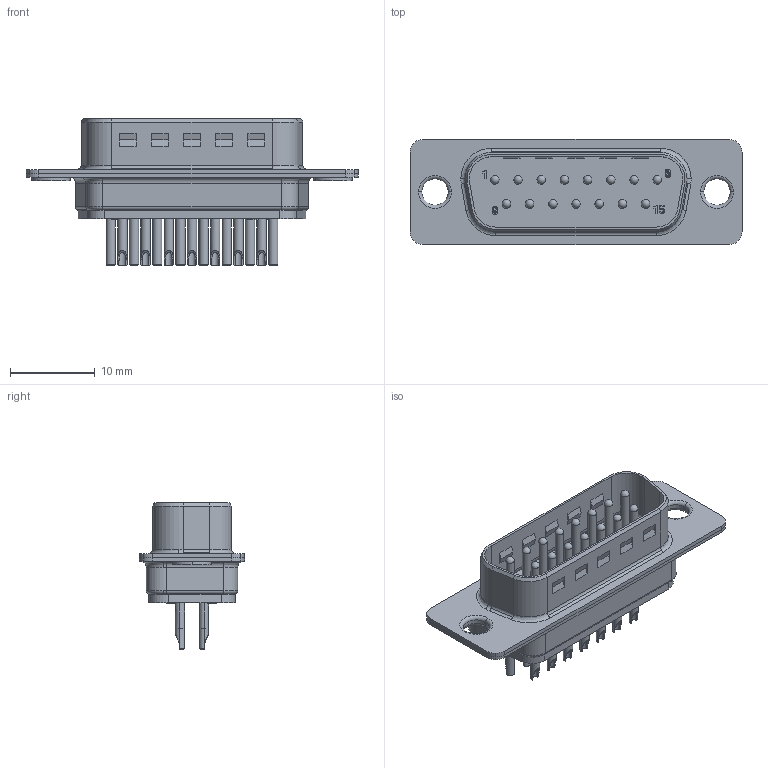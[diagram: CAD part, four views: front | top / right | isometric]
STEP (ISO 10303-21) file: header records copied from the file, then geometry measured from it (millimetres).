
FILE_DESCRIPTION((''),'2;1');
FILE_NAME('212113003.stp','2007-11-07T15:04:08',('martin.rickli'),(''),'Autodesk Inventor 9','Autodesk Inventor 9','');
FILE_SCHEMA(('AUTOMOTIVE_DESIGN { 1 0 10303 214 1 1 1 1 }'));
Length unit declared in the file: millimetre
Products named in the file (6): 052100; 00032a_15; R+B00100e; R+B00151a; R+B00147; DE002586
Assembly tree (19 placements, depth 2):
  052100
    00032a_15
    R+B00100e  x15
    R+B00151a
    R+B00147
    DE002586
Bounding box: 39.2 x 12.4 x 17.3 mm (x, y, z)
Volume: 1460.4 mm3; surface area: 4898.3 mm2
Topology: 19 solids, 19 shells, 2923 faces, 7249 edges, 4389 vertices
Faces by surface type: plane 2181, cylinder 318, bspline 244, cone 139, torus 26, sphere 15
Entity records: 23698 total; most frequent: CARTESIAN_POINT 7399, ORIENTED_EDGE 3426, DIRECTION 3337, EDGE_CURVE 1713, AXIS2_PLACEMENT_3D 1204, VERTEX_POINT 1097, VECTOR 929, LINE 929
